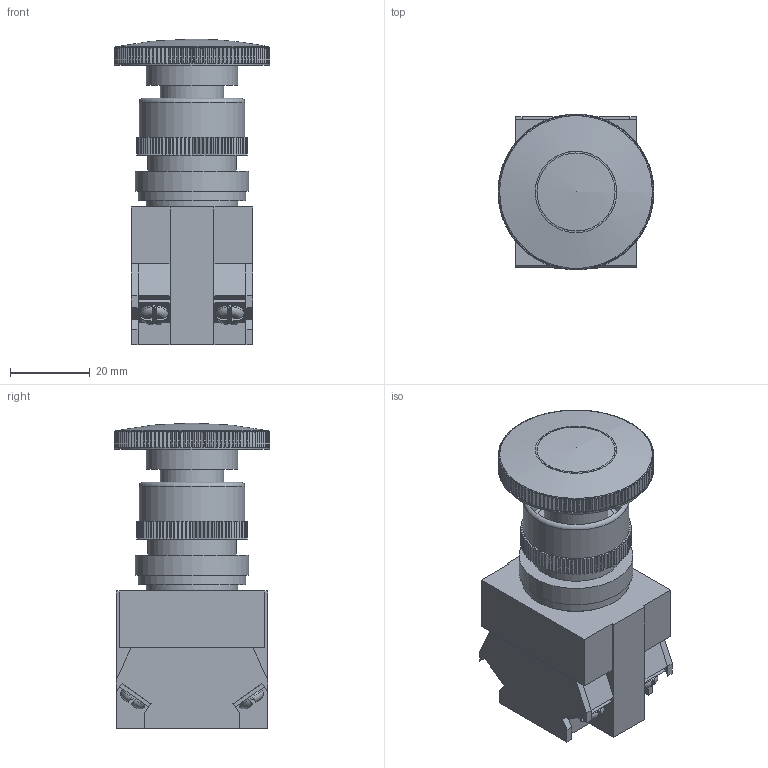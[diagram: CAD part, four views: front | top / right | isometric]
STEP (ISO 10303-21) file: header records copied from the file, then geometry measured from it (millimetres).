
FILE_DESCRIPTION(('FreeCAD Model'),'2;1');
FILE_NAME('EmergencyButtonLAY37_noDisk.step','2017-09-12T16:37:33',('Author') ,(''),'Open CASCADE STEP processor 6.8','FreeCAD','Unknown');
FILE_SCHEMA(('AUTOMOTIVE_DESIGN_CC2 { 1 2 10303 214 -1 1 5 4 }'));
Length unit declared in the file: millimetre
Products named in the file (2): ASSEMBLY; Compound
Assembly tree (1 placements, depth 2):
  ASSEMBLY
    Compound
Bounding box: 39 x 39 x 76.5 mm (x, y, z)
Volume: 55891.2 mm3; surface area: 19675.8 mm2
Topology: 9 solids, 9 shells, 763 faces, 2189 edges, 1455 vertices
Faces by surface type: plane 653, cylinder 100, torus 6, sphere 3, bspline 1
Full cylindrical faces by diameter (mm): 7 x4, 16 x1, 22.2 x2, 23 x2, 24.5 x1, 26.5 x1, 27 x1, 28.5 x1, 35 x1, 39 x1
Entity records: 128023 total; most frequent: CARTESIAN_POINT 82831, DIRECTION 6163, ORIENTED_EDGE 4376, PCURVE 4376, DEFINITIONAL_REPRESENTATION 4376, LINE 4011, VECTOR 4011, EDGE_CURVE 2188
